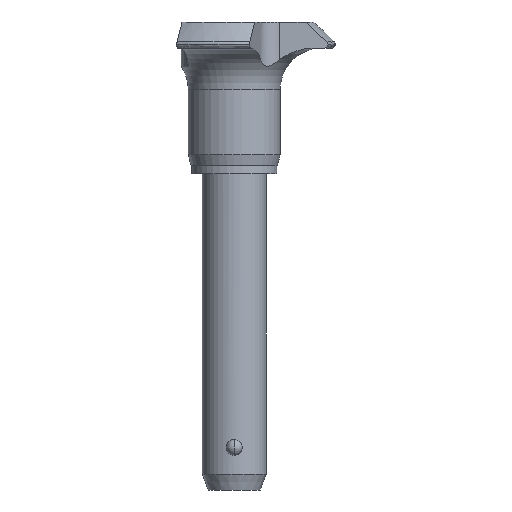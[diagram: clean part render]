
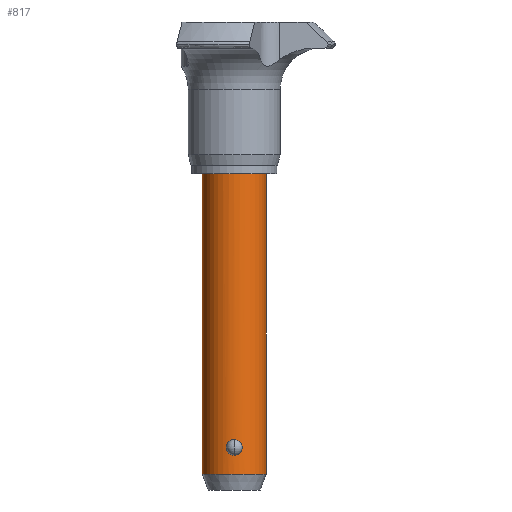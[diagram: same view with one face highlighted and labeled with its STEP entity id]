
A CAD part, front view. The second image highlights one B-rep face of the part: STEP entity #817.
In plain terms, the highlighted cylindrical face has radius 6 mm (diameter 12 mm), a partial arc.
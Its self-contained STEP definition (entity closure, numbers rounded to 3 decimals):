
#361=EDGE_CURVE('',#627,#465,#987,.T.);
#465=VERTEX_POINT('',#1103);
#531=EDGE_CURVE('',#653,#627,#1172,.T.);
#627=VERTEX_POINT('',#1274);
#653=VERTEX_POINT('',#1304);
#683=EDGE_CURVE('',#465,#653,#1337,.T.);
#693=EDGE_CURVE('',#727,#833,#1347,.T.);
#703=EDGE_CURVE('',#727,#775,#1359,.T.);
#727=VERTEX_POINT('',#1385);
#741=EDGE_CURVE('',#851,#775,#1399,.T.);
#775=VERTEX_POINT('',#1438);
#801=EDGE_CURVE('',#851,#833,#1467,.T.);
#817=ADVANCED_FACE('',(#1487,#1488),#1489,.T.);
#833=VERTEX_POINT('',#1507);
#851=VERTEX_POINT('',#1526);
#987=B_SPLINE_CURVE_WITH_KNOTS('',3,(#1689,#1690,#1691,#1692,#1693,#1694,#1695,#1696,#1697,#1698,#1699,#1700,#1701,#1702,#1703,#1704,#1705,#1706,#1707,#1708,#1709,#1710,#1711,#1712,#1713,#1714),.UNSPECIFIED.,.F.,.F.,(4,2,2,2,2,2,2,2,2,2,2,2,4),(2.233,2.61,2.986,3.216,3.446,3.956,4.467,4.977,5.487,5.717,5.947,6.324,6.7),.UNSPECIFIED.);
#1103=CARTESIAN_POINT('',(0.,-6.,-51.007));
#1172=B_SPLINE_CURVE_WITH_KNOTS('',3,(#2105,#2106,#2107,#2108,#2109,#2110,#2111,#2112,#2113,#2114,#2115,#2116,#2117,#2118),.UNSPECIFIED.,.F.,.F.,(4,2,2,2,2,2,4),(0.0,0.51,1.021,1.251,1.481,1.857,2.233),.UNSPECIFIED.);
#1274=CARTESIAN_POINT('',(0.,-6.,-53.965));
#1304=CARTESIAN_POINT('',(1.499,-5.81,-52.486));
#1337=B_SPLINE_CURVE_WITH_KNOTS('',3,(#2450,#2451,#2452,#2453,#2454,#2455,#2456,#2457,#2458,#2459,#2460,#2461,#2462,#2463),.UNSPECIFIED.,.F.,.F.,(4,2,2,2,2,2,4),(6.7,7.077,7.453,7.683,7.913,8.423,8.934),.UNSPECIFIED.);
#1347=CIRCLE('',#2485,6.);
#1359=LINE('',#2501,#2502);
#1385=CARTESIAN_POINT('',(6.,0.,-0.986));
#1399=CIRCLE('',#2636,6.);
#1438=CARTESIAN_POINT('',(6.,0.,-57.486));
#1467=LINE('',#2772,#2773);
#1487=FACE_OUTER_BOUND('',#2794,.T.);
#1488=FACE_BOUND('',#2795,.T.);
#1489=CYLINDRICAL_SURFACE('',#2796,6.);
#1507=CARTESIAN_POINT('',(-6.,0.,-0.986));
#1526=CARTESIAN_POINT('',(-6.,0.,-57.486));
#1689=CARTESIAN_POINT('',(0.,-6.,-53.965));
#1690=CARTESIAN_POINT('',(-0.125,-6.,-53.965));
#1691=CARTESIAN_POINT('',(-0.262,-5.996,-53.949));
#1692=CARTESIAN_POINT('',(-0.524,-5.979,-53.88));
#1693=CARTESIAN_POINT('',(-0.65,-5.966,-53.827));
#1694=CARTESIAN_POINT('',(-0.824,-5.944,-53.727));
#1695=CARTESIAN_POINT('',(-0.893,-5.933,-53.68));
#1696=CARTESIAN_POINT('',(-1.022,-5.913,-53.575));
#1697=CARTESIAN_POINT('',(-1.082,-5.902,-53.517));
#1698=CARTESIAN_POINT('',(-1.244,-5.871,-53.333));
#1699=CARTESIAN_POINT('',(-1.34,-5.849,-53.177));
#1700=CARTESIAN_POINT('',(-1.468,-5.818,-52.838));
#1701=CARTESIAN_POINT('',(-1.499,-5.81,-52.656));
#1702=CARTESIAN_POINT('',(-1.499,-5.81,-52.316));
#1703=CARTESIAN_POINT('',(-1.468,-5.818,-52.134));
#1704=CARTESIAN_POINT('',(-1.34,-5.849,-51.796));
#1705=CARTESIAN_POINT('',(-1.244,-5.871,-51.639));
#1706=CARTESIAN_POINT('',(-1.082,-5.902,-51.456));
#1707=CARTESIAN_POINT('',(-1.022,-5.913,-51.397));
#1708=CARTESIAN_POINT('',(-0.893,-5.933,-51.292));
#1709=CARTESIAN_POINT('',(-0.824,-5.944,-51.245));
#1710=CARTESIAN_POINT('',(-0.65,-5.966,-51.146));
#1711=CARTESIAN_POINT('',(-0.524,-5.979,-51.093));
#1712=CARTESIAN_POINT('',(-0.262,-5.996,-51.023));
#1713=CARTESIAN_POINT('',(-0.125,-6.,-51.007));
#1714=CARTESIAN_POINT('',(0.,-6.,-51.007));
#2105=CARTESIAN_POINT('',(1.499,-5.81,-52.486));
#2106=CARTESIAN_POINT('',(1.499,-5.81,-52.656));
#2107=CARTESIAN_POINT('',(1.468,-5.818,-52.838));
#2108=CARTESIAN_POINT('',(1.34,-5.849,-53.177));
#2109=CARTESIAN_POINT('',(1.244,-5.871,-53.333));
#2110=CARTESIAN_POINT('',(1.082,-5.902,-53.517));
#2111=CARTESIAN_POINT('',(1.022,-5.913,-53.575));
#2112=CARTESIAN_POINT('',(0.893,-5.933,-53.68));
#2113=CARTESIAN_POINT('',(0.824,-5.944,-53.727));
#2114=CARTESIAN_POINT('',(0.65,-5.966,-53.827));
#2115=CARTESIAN_POINT('',(0.524,-5.979,-53.88));
#2116=CARTESIAN_POINT('',(0.262,-5.996,-53.949));
#2117=CARTESIAN_POINT('',(0.125,-6.,-53.965));
#2118=CARTESIAN_POINT('',(0.,-6.,-53.965));
#2450=CARTESIAN_POINT('',(0.,-6.,-51.007));
#2451=CARTESIAN_POINT('',(0.125,-6.,-51.007));
#2452=CARTESIAN_POINT('',(0.262,-5.996,-51.023));
#2453=CARTESIAN_POINT('',(0.524,-5.979,-51.093));
#2454=CARTESIAN_POINT('',(0.65,-5.966,-51.146));
#2455=CARTESIAN_POINT('',(0.824,-5.944,-51.245));
#2456=CARTESIAN_POINT('',(0.893,-5.933,-51.292));
#2457=CARTESIAN_POINT('',(1.022,-5.913,-51.397));
#2458=CARTESIAN_POINT('',(1.082,-5.902,-51.456));
#2459=CARTESIAN_POINT('',(1.244,-5.871,-51.639));
#2460=CARTESIAN_POINT('',(1.34,-5.849,-51.796));
#2461=CARTESIAN_POINT('',(1.468,-5.818,-52.134));
#2462=CARTESIAN_POINT('',(1.499,-5.81,-52.316));
#2463=CARTESIAN_POINT('',(1.499,-5.81,-52.486));
#2485=AXIS2_PLACEMENT_3D('',#3540,#3541,#3542);
#2501=CARTESIAN_POINT('',(6.,0.,-29.236));
#2502=VECTOR('',#3555,1.0);
#2636=AXIS2_PLACEMENT_3D('',#3579,#3580,#3581);
#2772=CARTESIAN_POINT('',(-6.,0.,-29.236));
#2773=VECTOR('',#3676,1.0);
#2794=EDGE_LOOP('',(#3717,#3718,#3719,#3720));
#2795=EDGE_LOOP('',(#3721,#3722,#3723));
#2796=AXIS2_PLACEMENT_3D('',#3724,#3725,#3726);
#3540=CARTESIAN_POINT('',(0.,0.,-0.986));
#3541=DIRECTION('',(-0.0,0.0,-1.0));
#3542=DIRECTION('',(-1.0,0.,0.0));
#3555=DIRECTION('',(-0.0,-0.0,-1.0));
#3579=CARTESIAN_POINT('',(0.,0.,-57.486));
#3580=DIRECTION('',(0.0,0.0,1.0));
#3581=DIRECTION('',(-1.0,0.,0.0));
#3676=DIRECTION('',(0.0,0.0,1.0));
#3717=ORIENTED_EDGE('',*,*,#801,.F.);
#3718=ORIENTED_EDGE('',*,*,#741,.T.);
#3719=ORIENTED_EDGE('',*,*,#703,.F.);
#3720=ORIENTED_EDGE('',*,*,#693,.T.);
#3721=ORIENTED_EDGE('',*,*,#531,.T.);
#3722=ORIENTED_EDGE('',*,*,#361,.T.);
#3723=ORIENTED_EDGE('',*,*,#683,.T.);
#3724=CARTESIAN_POINT('',(0.,0.,-29.236));
#3725=DIRECTION('',(-0.0,-0.0,-1.0));
#3726=DIRECTION('',(-1.0,0.,0.0));
